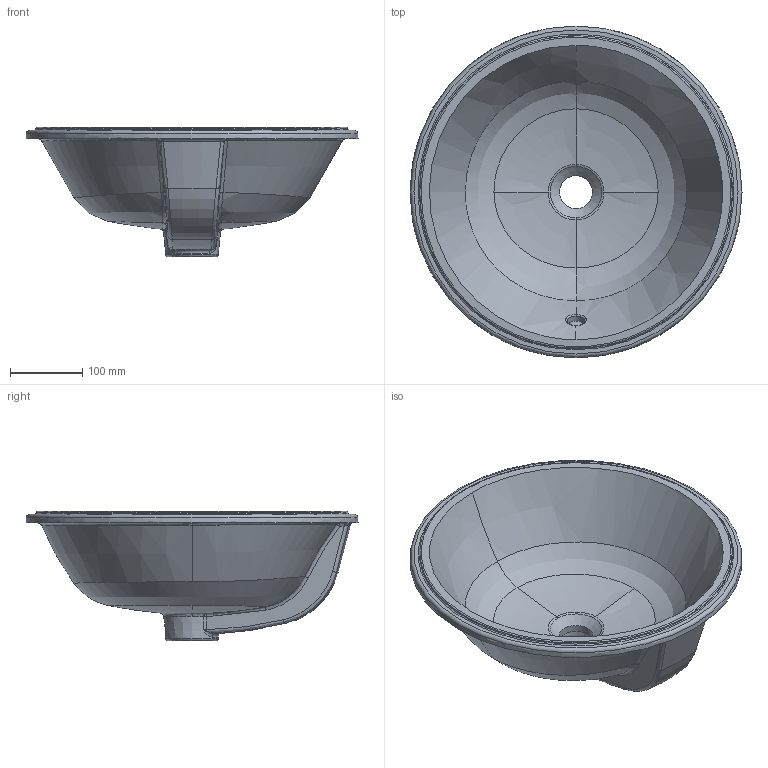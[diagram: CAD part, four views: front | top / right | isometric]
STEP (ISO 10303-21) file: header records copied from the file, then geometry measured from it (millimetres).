
FILE_DESCRIPTION(/* description */ (''),/* implementation_level */ '2;1');
FILE_NAME(/* name */ '5A7545_5A7546.stp',/* time_stamp */ '2020-07-14T13:24:42+02:00',/* author */ (''),/* organization */ (''),/* preprocessor_version */ 'ST-DEVELOPER v16.7',/* originating_system */ 'SIEMENS PLM Software NX 1863',/* authorisation */ '');
FILE_SCHEMA (('AUTOMOTIVE_DESIGN { 1 0 10303 214 3 1 1 1 }'));
Length unit declared in the file: millimetre
Products named in the file (1): koeb16EC48C9gcig
Bounding box: 460.01 x 460.01 x 179 mm (x, y, z)
Volume: 3213462.1 mm3; surface area: 542239.1 mm2
Topology: 1 solids, 1 shells, 116 faces, 286 edges, 170 vertices
Faces by surface type: bspline 92, cone 8, torus 7, plane 6, cylinder 3
Full cylindrical faces by diameter (mm): 25 x1, 46 x2
Entity records: 13935 total; most frequent: CARTESIAN_POINT 12005, ORIENTED_EDGE 528, EDGE_CURVE 264, B_SPLINE_CURVE_WITH_KNOTS 194, DIRECTION 172, VERTEX_POINT 163, EDGE_LOOP 131, ADVANCED_FACE 115
